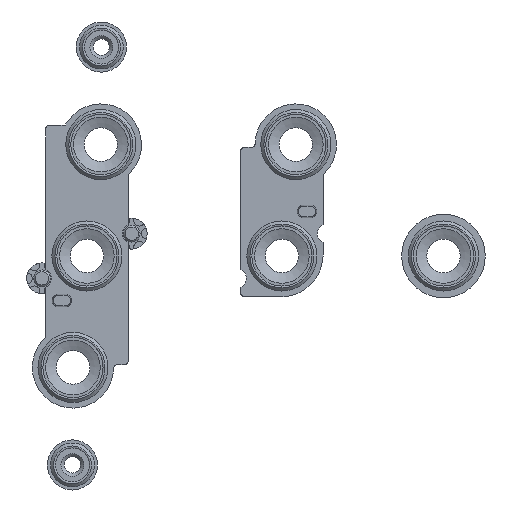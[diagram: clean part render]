
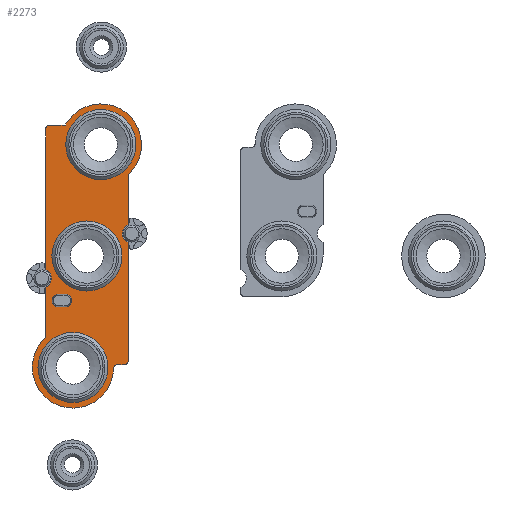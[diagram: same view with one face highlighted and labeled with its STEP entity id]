
A CAD part, front view. The second image highlights one B-rep face of the part: STEP entity #2273.
In plain terms, the highlighted planar face has unit normal (0, -1, 0).
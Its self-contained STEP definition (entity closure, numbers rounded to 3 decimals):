
#175=LINE('',#3701,#274);
#178=LINE('',#3709,#277);
#181=LINE('',#3717,#280);
#184=LINE('',#3725,#283);
#187=LINE('',#3733,#286);
#190=LINE('',#3741,#289);
#192=LINE('',#3750,#291);
#193=LINE('',#3754,#292);
#274=VECTOR('',#2885,1000.);
#277=VECTOR('',#2894,1000.);
#280=VECTOR('',#2903,1000.);
#283=VECTOR('',#2912,1000.);
#286=VECTOR('',#2921,1000.);
#289=VECTOR('',#2930,1000.);
#291=VECTOR('',#2940,1000.);
#292=VECTOR('',#2943,1000.);
#433=ORIENTED_EDGE('',*,*,#969,.T.);
#434=ORIENTED_EDGE('',*,*,#970,.T.);
#435=ORIENTED_EDGE('',*,*,#971,.T.);
#436=ORIENTED_EDGE('',*,*,#972,.T.);
#437=ORIENTED_EDGE('',*,*,#943,.T.);
#438=ORIENTED_EDGE('',*,*,#946,.F.);
#439=ORIENTED_EDGE('',*,*,#948,.F.);
#440=ORIENTED_EDGE('',*,*,#950,.F.);
#441=ORIENTED_EDGE('',*,*,#952,.T.);
#442=ORIENTED_EDGE('',*,*,#954,.F.);
#443=ORIENTED_EDGE('',*,*,#956,.F.);
#444=ORIENTED_EDGE('',*,*,#958,.F.);
#445=ORIENTED_EDGE('',*,*,#960,.F.);
#446=ORIENTED_EDGE('',*,*,#962,.F.);
#447=ORIENTED_EDGE('',*,*,#964,.T.);
#448=ORIENTED_EDGE('',*,*,#966,.F.);
#449=ORIENTED_EDGE('',*,*,#968,.F.);
#450=ORIENTED_EDGE('',*,*,#973,.F.);
#451=ORIENTED_EDGE('',*,*,#974,.F.);
#452=ORIENTED_EDGE('',*,*,#975,.F.);
#943=EDGE_CURVE('',#1224,#1225,#1441,.T.);
#946=EDGE_CURVE('',#1226,#1225,#175,.T.);
#948=EDGE_CURVE('',#1227,#1226,#1442,.T.);
#950=EDGE_CURVE('',#1228,#1227,#178,.T.);
#952=EDGE_CURVE('',#1228,#1229,#1443,.T.);
#954=EDGE_CURVE('',#1230,#1229,#181,.T.);
#956=EDGE_CURVE('',#1231,#1230,#1444,.T.);
#958=EDGE_CURVE('',#1232,#1231,#184,.T.);
#960=EDGE_CURVE('',#1233,#1232,#1445,.T.);
#962=EDGE_CURVE('',#1234,#1233,#187,.T.);
#964=EDGE_CURVE('',#1234,#1235,#1446,.T.);
#966=EDGE_CURVE('',#1236,#1235,#190,.T.);
#968=EDGE_CURVE('',#1224,#1236,#1447,.T.);
#969=EDGE_CURVE('',#1237,#1238,#1448,.T.);
#970=EDGE_CURVE('',#1238,#1239,#192,.T.);
#971=EDGE_CURVE('',#1239,#1240,#1449,.T.);
#972=EDGE_CURVE('',#1240,#1237,#193,.T.);
#973=EDGE_CURVE('',#1241,#1241,#1450,.T.);
#974=EDGE_CURVE('',#1242,#1242,#1451,.T.);
#975=EDGE_CURVE('',#1243,#1243,#1452,.T.);
#1224=VERTEX_POINT('',#3696);
#1225=VERTEX_POINT('',#3697);
#1226=VERTEX_POINT('',#3702);
#1227=VERTEX_POINT('',#3706);
#1228=VERTEX_POINT('',#3710);
#1229=VERTEX_POINT('',#3714);
#1230=VERTEX_POINT('',#3718);
#1231=VERTEX_POINT('',#3722);
#1232=VERTEX_POINT('',#3726);
#1233=VERTEX_POINT('',#3730);
#1234=VERTEX_POINT('',#3734);
#1235=VERTEX_POINT('',#3738);
#1236=VERTEX_POINT('',#3742);
#1237=VERTEX_POINT('',#3748);
#1238=VERTEX_POINT('',#3749);
#1239=VERTEX_POINT('',#3751);
#1240=VERTEX_POINT('',#3753);
#1241=VERTEX_POINT('',#3756);
#1242=VERTEX_POINT('',#3758);
#1243=VERTEX_POINT('',#3760);
#1441=CIRCLE('',#2503,0.7);
#1442=CIRCLE('',#2506,0.7);
#1443=CIRCLE('',#2509,1.7);
#1444=CIRCLE('',#2512,7.3);
#1445=CIRCLE('',#2515,0.7);
#1446=CIRCLE('',#2518,1.7);
#1447=CIRCLE('',#2521,7.3);
#1448=CIRCLE('',#2523,1.15);
#1449=CIRCLE('',#2524,1.15);
#1450=CIRCLE('',#2525,6.285);
#1451=CIRCLE('',#2526,6.285);
#1452=CIRCLE('',#2527,6.285);
#1624=EDGE_LOOP('',(#433,#434,#435,#436));
#1625=EDGE_LOOP('',(#437,#438,#439,#440,#441,#442,#443,#444,#445,#446,#447,
#448,#449));
#1626=EDGE_LOOP('',(#450));
#1627=EDGE_LOOP('',(#451));
#1628=EDGE_LOOP('',(#452));
#1915=FACE_BOUND('',#1624,.T.);
#1916=FACE_BOUND('',#1625,.T.);
#1917=FACE_BOUND('',#1626,.T.);
#1918=FACE_BOUND('',#1627,.T.);
#1919=FACE_BOUND('',#1628,.T.);
#2197=PLANE('',#2522);
#2273=ADVANCED_FACE('',(#1915,#1916,#1917,#1918,#1919),#2197,.F.);
#2503=AXIS2_PLACEMENT_3D('',#3695,#2879,#2880);
#2506=AXIS2_PLACEMENT_3D('',#3705,#2889,#2890);
#2509=AXIS2_PLACEMENT_3D('',#3713,#2898,#2899);
#2512=AXIS2_PLACEMENT_3D('',#3721,#2907,#2908);
#2515=AXIS2_PLACEMENT_3D('',#3729,#2916,#2917);
#2518=AXIS2_PLACEMENT_3D('',#3737,#2925,#2926);
#2521=AXIS2_PLACEMENT_3D('',#3745,#2934,#2935);
#2522=AXIS2_PLACEMENT_3D('',#3746,#2936,#2937);
#2523=AXIS2_PLACEMENT_3D('',#3747,#2938,#2939);
#2524=AXIS2_PLACEMENT_3D('',#3752,#2941,#2942);
#2525=AXIS2_PLACEMENT_3D('',#3755,#2944,#2945);
#2526=AXIS2_PLACEMENT_3D('',#3757,#2946,#2947);
#2527=AXIS2_PLACEMENT_3D('',#3759,#2948,#2949);
#2879=DIRECTION('',(0.,1.,0.));
#2880=DIRECTION('',(1.,0.,0.));
#2885=DIRECTION('',(0.,0.,1.));
#2889=DIRECTION('',(0.,1.,0.));
#2890=DIRECTION('',(1.,0.,0.));
#2894=DIRECTION('',(-1.,0.,0.));
#2898=DIRECTION('',(0.,1.,0.));
#2899=DIRECTION('',(1.,0.,0.));
#2903=DIRECTION('',(-1.,0.,0.));
#2907=DIRECTION('',(0.,1.,0.));
#2908=DIRECTION('',(1.,0.,0.));
#2912=DIRECTION('',(0.,0.,-1.));
#2916=DIRECTION('',(0.,1.,0.));
#2917=DIRECTION('',(1.,0.,0.));
#2921=DIRECTION('',(1.,0.,0.));
#2925=DIRECTION('',(0.,1.,0.));
#2926=DIRECTION('',(1.,0.,0.));
#2930=DIRECTION('',(1.,0.,0.));
#2934=DIRECTION('',(0.,1.,0.));
#2935=DIRECTION('',(1.,0.,0.));
#2936=DIRECTION('',(0.,1.,0.));
#2937=DIRECTION('',(0.,0.,1.));
#2938=DIRECTION('',(0.,1.,0.));
#2939=DIRECTION('',(1.,0.,0.));
#2940=DIRECTION('',(0.,0.,1.));
#2941=DIRECTION('',(0.,1.,0.));
#2942=DIRECTION('',(1.,0.,0.));
#2943=DIRECTION('',(0.,0.,-1.));
#2944=DIRECTION('',(0.,-1.,0.));
#2945=DIRECTION('',(0.,0.,-1.));
#2946=DIRECTION('',(0.,-1.,0.));
#2947=DIRECTION('',(0.,0.,-1.));
#2948=DIRECTION('',(0.,-1.,0.));
#2949=DIRECTION('',(0.,0.,-1.));
#3695=CARTESIAN_POINT('',(-20.2,-1.,-5.497));
#3696=CARTESIAN_POINT('',(-20.183,-1.,-4.798));
#3697=CARTESIAN_POINT('',(-19.5,-1.,-5.497));
#3701=CARTESIAN_POINT('',(-19.5,-1.,-6.7));
#3702=CARTESIAN_POINT('',(-19.5,-1.,-6.7));
#3705=CARTESIAN_POINT('',(-18.8,-1.,-6.7));
#3706=CARTESIAN_POINT('',(-18.8,-1.,-7.4));
#3709=CARTESIAN_POINT('',(2.429,-1.,-7.4));
#3710=CARTESIAN_POINT('',(2.429,-1.,-7.4));
#3713=CARTESIAN_POINT('',(4.,-1.,-8.05));
#3714=CARTESIAN_POINT('',(5.571,-1.,-7.4));
#3717=CARTESIAN_POINT('',(14.589,-1.,-7.4));
#3718=CARTESIAN_POINT('',(14.589,-1.,-7.4));
#3721=CARTESIAN_POINT('',(20.,-1.,-2.5));
#3722=CARTESIAN_POINT('',(23.5,-1.,3.906));
#3725=CARTESIAN_POINT('',(23.5,-1.,6.7));
#3726=CARTESIAN_POINT('',(23.5,-1.,6.7));
#3729=CARTESIAN_POINT('',(22.8,-1.,6.7));
#3730=CARTESIAN_POINT('',(22.8,-1.,7.4));
#3733=CARTESIAN_POINT('',(-2.429,-1.,7.4));
#3734=CARTESIAN_POINT('',(-2.429,-1.,7.4));
#3737=CARTESIAN_POINT('',(-4.,-1.,8.05));
#3738=CARTESIAN_POINT('',(-5.571,-1.,7.4));
#3741=CARTESIAN_POINT('',(-14.589,-1.,7.4));
#3742=CARTESIAN_POINT('',(-14.589,-1.,7.4));
#3745=CARTESIAN_POINT('',(-20.,-1.,2.5));
#3746=CARTESIAN_POINT('',(-20.2,-1.,-5.497));
#3747=CARTESIAN_POINT('',(-8.,-1.,3.9));
#3748=CARTESIAN_POINT('',(-6.85,-1.,3.9));
#3749=CARTESIAN_POINT('',(-9.15,-1.,3.9));
#3750=CARTESIAN_POINT('',(-9.15,-1.,3.9));
#3751=CARTESIAN_POINT('',(-9.15,-1.,5.1));
#3752=CARTESIAN_POINT('',(-8.,-1.,5.1));
#3753=CARTESIAN_POINT('',(-6.85,-1.,5.1));
#3754=CARTESIAN_POINT('',(-6.85,-1.,5.1));
#3755=CARTESIAN_POINT('',(0.,-1.,0.));
#3756=CARTESIAN_POINT('',(0.,-1.,-6.285));
#3757=CARTESIAN_POINT('',(-20.,-1.,2.5));
#3758=CARTESIAN_POINT('',(-20.,-1.,-3.785));
#3759=CARTESIAN_POINT('',(20.,-1.,-2.5));
#3760=CARTESIAN_POINT('',(20.,-1.,-8.785));
